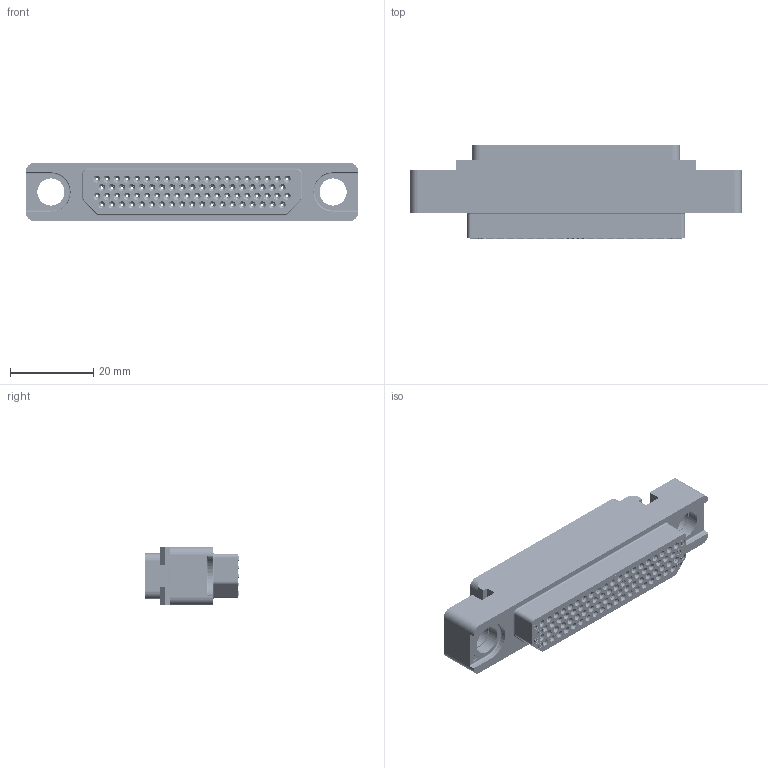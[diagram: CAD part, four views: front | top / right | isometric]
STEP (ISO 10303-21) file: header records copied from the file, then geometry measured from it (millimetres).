
FILE_DESCRIPTION((''),'2;1');
FILE_NAME('1900ND12S1X00C','2019-10-29T',('presta_be4'),(''),'CREO PARAMETRIC BY PTC INC, 2018360','CREO PARAMETRIC BY PTC INC, 2018360','');
FILE_SCHEMA(('CONFIG_CONTROL_DESIGN'));
Products named in the file (1): 1900ND12S1X00C
Bounding box: 80 x 22.6 x 14 mm (x, y, z)
Volume: 11918.6 mm3; surface area: 14298.8 mm2
Topology: 4 solids, 4 shells, 7474 faces, 17066 edges, 10160 vertices
Faces by surface type: plane 2091, cylinder 2008, torus 1880, cone 1262, extrusion 223, bspline 10
Entity records: 212660 total; most frequent: DIRECTION 39789, CARTESIAN_POINT 38544, ORIENTED_EDGE 34132, EDGE_CURVE 17066, AXIS2_PLACEMENT_3D 15799, VERTEX_POINT 10160, CIRCLE 8558, EDGE_LOOP 8348
